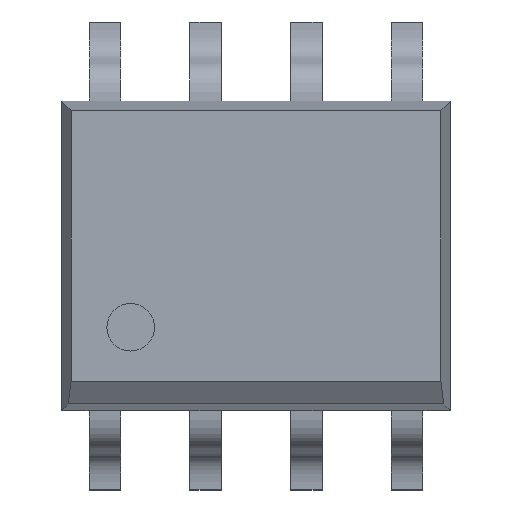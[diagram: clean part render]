
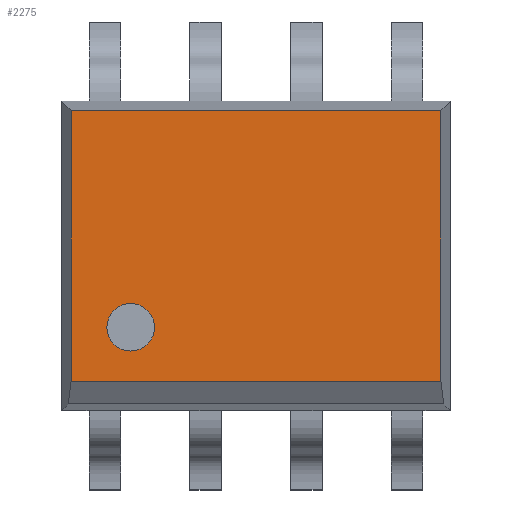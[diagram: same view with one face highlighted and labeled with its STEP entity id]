
A CAD part, top view. The second image highlights one B-rep face of the part: STEP entity #2275.
In plain terms, the highlighted planar face has unit normal (0, 0, 1).
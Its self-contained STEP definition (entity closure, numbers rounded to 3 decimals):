
#1 = ORIENTED_EDGE ( 'NONE', *, *, #247, .T. ) ;
#2 = ORIENTED_EDGE ( 'NONE', *, *, #286, .F. ) ;
#3 = ORIENTED_EDGE ( 'NONE', *, *, #258, .F. ) ;
#102 = ORIENTED_EDGE ( 'NONE', *, *, #225, .T. ) ;
#103 = ORIENTED_EDGE ( 'NONE', *, *, #231, .T. ) ;
#104 = ORIENTED_EDGE ( 'NONE', *, *, #272, .T. ) ;
#225 = EDGE_CURVE ( 'NONE', #2843, #2850, #1250, .T. ) ;
#231 = EDGE_CURVE ( 'NONE', #2844, #2843, #1262, .T. ) ;
#247 = EDGE_CURVE ( 'NONE', #2850, #2846, #3066, .T. ) ;
#258 = EDGE_CURVE ( 'NONE', #1865, #1861, #3086, .T. ) ;
#272 = EDGE_CURVE ( 'NONE', #2846, #2844, #3111, .T. ) ;
#286 = EDGE_CURVE ( 'NONE', #1861, #1865, #2884, .T. ) ;
#321 = AXIS2_PLACEMENT_3D ( 'NONE', #1477, #1476, #1472 ) ;
#323 = AXIS2_PLACEMENT_3D ( 'NONE', #1386, #1385, #1384 ) ;
#1250 = LINE ( 'NONE', #1667, #1253 ) ;
#1253 = VECTOR ( 'NONE', #1664, 1000. ) ;
#1262 = LINE ( 'NONE', #1652, #1265 ) ;
#1265 = VECTOR ( 'NONE', #1651, 1000. ) ;
#1384 = DIRECTION ( 'NONE',  ( 1., 0., 0. ) ) ;
#1385 = DIRECTION ( 'NONE',  ( 0., 0., 1. ) ) ;
#1386 = CARTESIAN_POINT ( 'NONE',  ( -1.58, -0.901, 1.5 ) ) ;
#1422 = DIRECTION ( 'NONE',  ( 1., 0., 0. ) ) ;
#1423 = CARTESIAN_POINT ( 'NONE',  ( 0., -1.584, 1.5 ) ) ;
#1472 = DIRECTION ( 'NONE',  ( 1., 0., 0. ) ) ;
#1476 = DIRECTION ( 'NONE',  ( 0., 0., 1. ) ) ;
#1477 = CARTESIAN_POINT ( 'NONE',  ( -1.58, -0.901, 1.5 ) ) ;
#1547 = DIRECTION ( 'NONE',  ( 0., -1., 0. ) ) ;
#1548 = CARTESIAN_POINT ( 'NONE',  ( -2.331, -1.831, 1.5 ) ) ;
#1651 = DIRECTION ( 'NONE',  ( 0., 1., 0. ) ) ;
#1652 = CARTESIAN_POINT ( 'NONE',  ( 2.331, 1.831, 1.5 ) ) ;
#1664 = DIRECTION ( 'NONE',  ( -1., 0., 0. ) ) ;
#1667 = CARTESIAN_POINT ( 'NONE',  ( -2.45, 1.831, 1.5 ) ) ;
#1861 = VERTEX_POINT ( 'NONE', #3440 ) ;
#1865 = VERTEX_POINT ( 'NONE', #3462 ) ;
#1931 = EDGE_LOOP ( 'NONE', ( #3, #2 ) ) ;
#1932 = EDGE_LOOP ( 'NONE', ( #1, #104, #103, #102 ) ) ;
#1967 = FACE_OUTER_BOUND ( 'NONE', #1932, .T. ) ;
#2049 = FACE_BOUND ( 'NONE', #1931, .T. ) ;
#2197 = AXIS2_PLACEMENT_3D ( 'NONE', #2528, #2529, #2530 ) ;
#2275 = ADVANCED_FACE ( 'NONE', ( #2049, #1967 ), #2521, .T. ) ;
#2521 = PLANE ( 'NONE',  #2197 ) ;
#2528 = CARTESIAN_POINT ( 'NONE',  ( 0., 0., 1.5 ) ) ;
#2529 = DIRECTION ( 'NONE',  ( 0., 0., 1. ) ) ;
#2530 = DIRECTION ( 'NONE',  ( 1., 0., 0. ) ) ;
#2563 = CARTESIAN_POINT ( 'NONE',  ( -2.331, 1.831, 1.5 ) ) ;
#2565 = CARTESIAN_POINT ( 'NONE',  ( 2.331, 1.831, 1.5 ) ) ;
#2570 = CARTESIAN_POINT ( 'NONE',  ( 2.331, -1.584, 1.5 ) ) ;
#2572 = CARTESIAN_POINT ( 'NONE',  ( -2.331, -1.584, 1.5 ) ) ;
#2843 = VERTEX_POINT ( 'NONE', #2565 ) ;
#2844 = VERTEX_POINT ( 'NONE', #2570 ) ;
#2846 = VERTEX_POINT ( 'NONE', #2572 ) ;
#2850 = VERTEX_POINT ( 'NONE', #2563 ) ;
#2884 = CIRCLE ( 'NONE', #323, 0.3 ) ;
#3066 = LINE ( 'NONE', #1548, #3070 ) ;
#3070 = VECTOR ( 'NONE', #1547, 1000. ) ;
#3086 = CIRCLE ( 'NONE', #321, 0.3 ) ;
#3111 = LINE ( 'NONE', #1423, #3114 ) ;
#3114 = VECTOR ( 'NONE', #1422, 1000. ) ;
#3440 = CARTESIAN_POINT ( 'NONE',  ( -1.88, -0.901, 1.5 ) ) ;
#3462 = CARTESIAN_POINT ( 'NONE',  ( -1.28, -0.901, 1.5 ) ) ;
